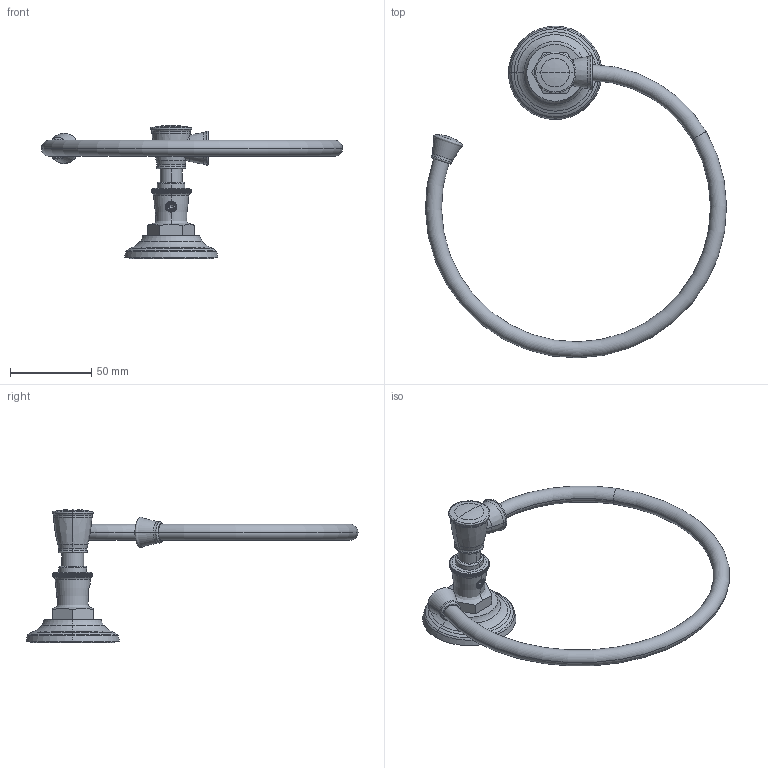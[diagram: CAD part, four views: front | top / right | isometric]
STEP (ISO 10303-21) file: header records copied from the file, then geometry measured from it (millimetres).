
FILE_DESCRIPTION((''),'2;1');
FILE_NAME('4821','2014-06-09T',('ravindrashirol'),(''),'PRO/ENGINEER BY PARAMETRIC TECHNOLOGY CORPORATION, 2012230','PRO/ENGINEER BY PARAMETRIC TECHNOLOGY CORPORATION, 2012230','');
FILE_SCHEMA(('CONFIG_CONTROL_DESIGN'));
Length unit declared in the file: inch
Products named in the file (1): 4821
Bounding box: 185.82 x 204.86 x 82.09 mm (x, y, z)
Volume: 50057 mm3; surface area: 60073.7 mm2
Topology: 5 solids, 21 shells, 796 faces, 2173 edges, 1498 vertices
Faces by surface type: plane 281, cylinder 253, cone 85, torus 72, bspline 72, revolution 24, extrusion 5, sphere 4
Entity records: 41754 total; most frequent: CARTESIAN_POINT 23301, ORIENTED_EDGE 3916, DIRECTION 3078, EDGE_CURVE 2161, VERTEX_POINT 1498, AXIS2_PLACEMENT_3D 1166, EDGE_LOOP 1023, B_SPLINE_CURVE_WITH_KNOTS 1003
